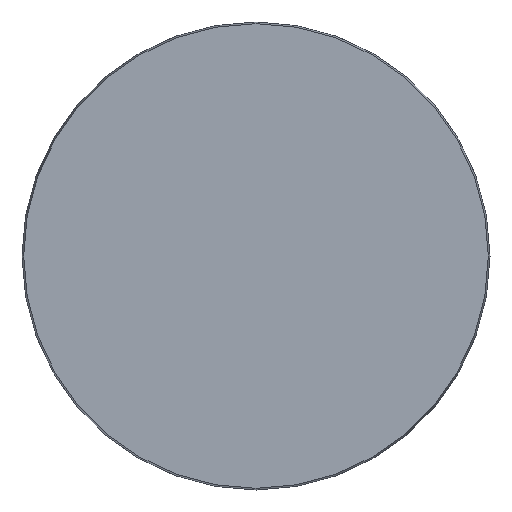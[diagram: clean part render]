
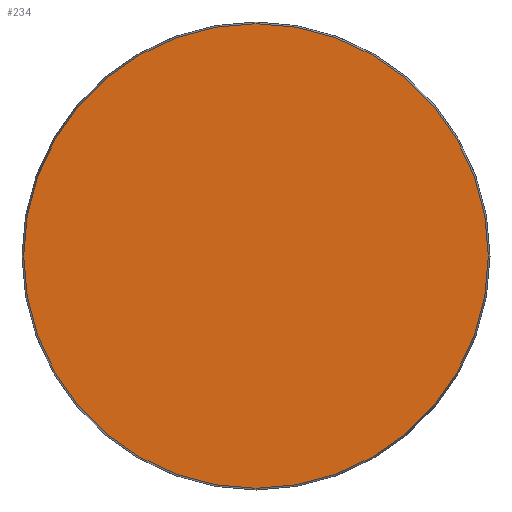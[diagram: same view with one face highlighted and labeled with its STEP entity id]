
A CAD part, front view. The second image highlights one B-rep face of the part: STEP entity #234.
In plain terms, the highlighted planar face has unit normal (0, -1, 0).
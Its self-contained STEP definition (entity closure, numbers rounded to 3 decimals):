
#56 = DIRECTION ( 'NONE',  ( 0., 0., 1. ) ) ;
#65 = ORIENTED_EDGE ( 'NONE', *, *, #337, .T. ) ;
#78 = AXIS2_PLACEMENT_3D ( 'NONE', #528, #526, #56 ) ;
#162 = DIRECTION ( 'NONE',  ( 0., 0., -1. ) ) ;
#234 = ADVANCED_FACE ( 'NONE', ( #276 ), #367, .F. ) ;
#256 = DIRECTION ( 'NONE',  ( 0., -1., 0. ) ) ;
#276 = FACE_OUTER_BOUND ( 'NONE', #339, .T. ) ;
#279 = CIRCLE ( 'NONE', #486, 78.425 ) ;
#337 = EDGE_CURVE ( 'NONE', #536, #536, #279, .T. ) ;
#339 = EDGE_LOOP ( 'NONE', ( #65 ) ) ;
#367 = PLANE ( 'NONE',  #78 ) ;
#432 = CARTESIAN_POINT ( 'NONE',  ( 0., 0., 0. ) ) ;
#486 = AXIS2_PLACEMENT_3D ( 'NONE', #432, #256, #162 ) ;
#490 = CARTESIAN_POINT ( 'NONE',  ( 0., 0., -78.425 ) ) ;
#526 = DIRECTION ( 'NONE',  ( 0., 1., 0. ) ) ;
#528 = CARTESIAN_POINT ( 'NONE',  ( -78.425, 0., 0. ) ) ;
#536 = VERTEX_POINT ( 'NONE', #490 ) ;
